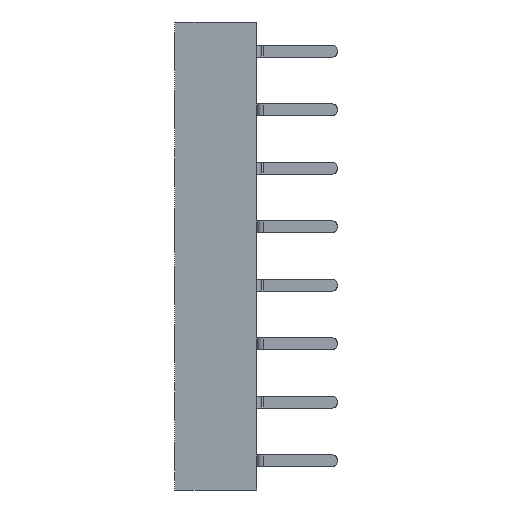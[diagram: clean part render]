
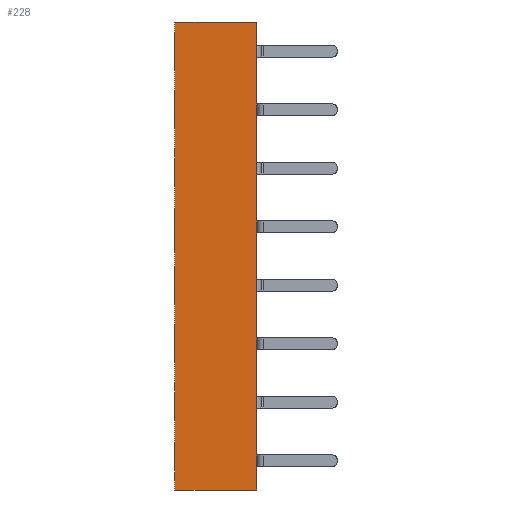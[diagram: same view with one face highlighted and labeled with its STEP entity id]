
A CAD part, left-side view. The second image highlights one B-rep face of the part: STEP entity #228.
In plain terms, the highlighted planar face has unit normal (-1, 0, 0).
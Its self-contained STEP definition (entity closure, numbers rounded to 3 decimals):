
#45=CARTESIAN_POINT('',(-0.779,0.,-17.981));
#46=VERTEX_POINT('',#45);
#56=CARTESIAN_POINT('',(-0.779,3.55,-17.981));
#57=VERTEX_POINT('',#56);
#58=CARTESIAN_POINT('',(-0.779,3.55,-17.981));
#59=CARTESIAN_POINT('',(-0.779,2.84,-17.981));
#60=CARTESIAN_POINT('',(-0.779,2.13,-17.981));
#61=CARTESIAN_POINT('',(-0.779,1.42,-17.981));
#62=CARTESIAN_POINT('',(-0.779,0.71,-17.981));
#63=CARTESIAN_POINT('',(-0.779,0.,-17.981));
#64=B_SPLINE_CURVE_WITH_KNOTS('',5,(#58,#59,#60,#61,#62,#63),.UNSPECIFIED.,.F.,.U.,(6,6),(0.,3.55),.UNSPECIFIED.);
#65=EDGE_CURVE('',#57,#46,#64,.T.);
#101=CARTESIAN_POINT('',(-0.779,1.775,-7.821));
#102=DIRECTION('',(0.,0.,1.));
#103=DIRECTION('',(-1.,0.,0.));
#104=AXIS2_PLACEMENT_3D('',#101,#103,#102);
#105=PLANE('',#104);
#106=CARTESIAN_POINT('',(-0.779,0.,-16.961));
#107=VERTEX_POINT('',#106);
#108=CARTESIAN_POINT('',(-0.779,0.,-17.981));
#109=CARTESIAN_POINT('',(-0.779,0.,-17.777));
#110=CARTESIAN_POINT('',(-0.779,0.,-17.573));
#111=CARTESIAN_POINT('',(-0.779,0.,-17.369));
#112=CARTESIAN_POINT('',(-0.779,0.,-17.165));
#113=CARTESIAN_POINT('',(-0.779,0.,-16.961));
#114=B_SPLINE_CURVE_WITH_KNOTS('',5,(#108,#109,#110,#111,#112,#113),.UNSPECIFIED.,.F.,.U.,(6,6),(0.,1.02),.UNSPECIFIED.);
#115=EDGE_CURVE('',#46,#107,#114,.T.);
#116=ORIENTED_EDGE('',*,*,#115,.T.);
#117=CARTESIAN_POINT('',(-0.779,0.,-16.461));
#118=VERTEX_POINT('',#117);
#119=CARTESIAN_POINT('',(-0.779,0.,-16.961));
#120=CARTESIAN_POINT('',(-0.779,0.,-16.861));
#121=CARTESIAN_POINT('',(-0.779,0.,-16.761));
#122=CARTESIAN_POINT('',(-0.779,0.,-16.661));
#123=CARTESIAN_POINT('',(-0.779,0.,-16.561));
#124=CARTESIAN_POINT('',(-0.779,0.,-16.461));
#125=B_SPLINE_CURVE_WITH_KNOTS('',5,(#119,#120,#121,#122,#123,#124),.UNSPECIFIED.,.F.,.U.,(6,6),(1.02,1.52),.UNSPECIFIED.);
#126=EDGE_CURVE('',#107,#118,#125,.T.);
#127=ORIENTED_EDGE('',*,*,#126,.T.);
#128=CARTESIAN_POINT('',(-0.779,0.,-11.881));
#129=VERTEX_POINT('',#128);
#130=CARTESIAN_POINT('',(-0.779,0.,-16.461));
#131=CARTESIAN_POINT('',(-0.779,0.,-15.545));
#132=CARTESIAN_POINT('',(-0.779,0.,-14.629));
#133=CARTESIAN_POINT('',(-0.779,0.,-13.713));
#134=CARTESIAN_POINT('',(-0.779,0.,-12.797));
#135=CARTESIAN_POINT('',(-0.779,0.,-11.881));
#136=B_SPLINE_CURVE_WITH_KNOTS('',5,(#130,#131,#132,#133,#134,#135),.UNSPECIFIED.,.F.,.U.,(6,6),(1.52,6.1),.UNSPECIFIED.);
#137=EDGE_CURVE('',#118,#129,#136,.T.);
#138=ORIENTED_EDGE('',*,*,#137,.T.);
#139=CARTESIAN_POINT('',(-0.779,0.,-11.381));
#140=VERTEX_POINT('',#139);
#141=CARTESIAN_POINT('',(-0.779,0.,-11.881));
#142=CARTESIAN_POINT('',(-0.779,0.,-11.781));
#143=CARTESIAN_POINT('',(-0.779,0.,-11.681));
#144=CARTESIAN_POINT('',(-0.779,0.,-11.581));
#145=CARTESIAN_POINT('',(-0.779,0.,-11.481));
#146=CARTESIAN_POINT('',(-0.779,0.,-11.381));
#147=B_SPLINE_CURVE_WITH_KNOTS('',5,(#141,#142,#143,#144,#145,#146),.UNSPECIFIED.,.F.,.U.,(6,6),(6.1,6.6),.UNSPECIFIED.);
#148=EDGE_CURVE('',#129,#140,#147,.T.);
#149=ORIENTED_EDGE('',*,*,#148,.T.);
#150=CARTESIAN_POINT('',(-0.779,0.,-6.801));
#151=VERTEX_POINT('',#150);
#152=CARTESIAN_POINT('',(-0.779,0.,-11.381));
#153=CARTESIAN_POINT('',(-0.779,0.,-10.465));
#154=CARTESIAN_POINT('',(-0.779,0.,-9.549));
#155=CARTESIAN_POINT('',(-0.779,0.,-8.633));
#156=CARTESIAN_POINT('',(-0.779,0.,-7.717));
#157=CARTESIAN_POINT('',(-0.779,0.,-6.801));
#158=B_SPLINE_CURVE_WITH_KNOTS('',5,(#152,#153,#154,#155,#156,#157),.UNSPECIFIED.,.F.,.U.,(6,6),(6.6,11.18),.UNSPECIFIED.);
#159=EDGE_CURVE('',#140,#151,#158,.T.);
#160=ORIENTED_EDGE('',*,*,#159,.T.);
#161=CARTESIAN_POINT('',(-0.779,0.,-6.301));
#162=VERTEX_POINT('',#161);
#163=CARTESIAN_POINT('',(-0.779,0.,-6.801));
#164=CARTESIAN_POINT('',(-0.779,0.,-6.701));
#165=CARTESIAN_POINT('',(-0.779,0.,-6.601));
#166=CARTESIAN_POINT('',(-0.779,0.,-6.501));
#167=CARTESIAN_POINT('',(-0.779,0.,-6.401));
#168=CARTESIAN_POINT('',(-0.779,0.,-6.301));
#169=B_SPLINE_CURVE_WITH_KNOTS('',5,(#163,#164,#165,#166,#167,#168),.UNSPECIFIED.,.F.,.U.,(6,6),(11.18,11.68),.UNSPECIFIED.);
#170=EDGE_CURVE('',#151,#162,#169,.T.);
#171=ORIENTED_EDGE('',*,*,#170,.T.);
#172=CARTESIAN_POINT('',(-0.779,0.,-1.721));
#173=VERTEX_POINT('',#172);
#174=CARTESIAN_POINT('',(-0.779,0.,-6.301));
#175=CARTESIAN_POINT('',(-0.779,0.,-5.385));
#176=CARTESIAN_POINT('',(-0.779,0.,-4.469));
#177=CARTESIAN_POINT('',(-0.779,0.,-3.553));
#178=CARTESIAN_POINT('',(-0.779,0.,-2.637));
#179=CARTESIAN_POINT('',(-0.779,0.,-1.721));
#180=B_SPLINE_CURVE_WITH_KNOTS('',5,(#174,#175,#176,#177,#178,#179),.UNSPECIFIED.,.F.,.U.,(6,6),(11.68,16.26),.UNSPECIFIED.);
#181=EDGE_CURVE('',#162,#173,#180,.T.);
#182=ORIENTED_EDGE('',*,*,#181,.T.);
#183=CARTESIAN_POINT('',(-0.779,0.,-1.221));
#184=VERTEX_POINT('',#183);
#185=CARTESIAN_POINT('',(-0.779,0.,-1.721));
#186=CARTESIAN_POINT('',(-0.779,0.,-1.621));
#187=CARTESIAN_POINT('',(-0.779,0.,-1.521));
#188=CARTESIAN_POINT('',(-0.779,0.,-1.421));
#189=CARTESIAN_POINT('',(-0.779,0.,-1.321));
#190=CARTESIAN_POINT('',(-0.779,0.,-1.221));
#191=B_SPLINE_CURVE_WITH_KNOTS('',5,(#185,#186,#187,#188,#189,#190),.UNSPECIFIED.,.F.,.U.,(6,6),(16.26,16.76),.UNSPECIFIED.);
#192=EDGE_CURVE('',#173,#184,#191,.T.);
#193=ORIENTED_EDGE('',*,*,#192,.T.);
#194=CARTESIAN_POINT('',(-0.779,0.,2.339));
#195=VERTEX_POINT('',#194);
#196=CARTESIAN_POINT('',(-0.779,0.,-1.221));
#197=CARTESIAN_POINT('',(-0.779,0.,-0.509));
#198=CARTESIAN_POINT('',(-0.779,0.,0.203));
#199=CARTESIAN_POINT('',(-0.779,0.,0.915));
#200=CARTESIAN_POINT('',(-0.779,0.,1.627));
#201=CARTESIAN_POINT('',(-0.779,0.,2.339));
#202=B_SPLINE_CURVE_WITH_KNOTS('',5,(#196,#197,#198,#199,#200,#201),.UNSPECIFIED.,.F.,.U.,(6,6),(16.76,20.32),.UNSPECIFIED.);
#203=EDGE_CURVE('',#184,#195,#202,.T.);
#204=ORIENTED_EDGE('',*,*,#203,.T.);
#205=CARTESIAN_POINT('',(-0.779,3.55,2.339));
#206=VERTEX_POINT('',#205);
#207=CARTESIAN_POINT('',(-0.779,3.55,2.339));
#208=CARTESIAN_POINT('',(-0.779,2.84,2.339));
#209=CARTESIAN_POINT('',(-0.779,2.13,2.339));
#210=CARTESIAN_POINT('',(-0.779,1.42,2.339));
#211=CARTESIAN_POINT('',(-0.779,0.71,2.339));
#212=CARTESIAN_POINT('',(-0.779,0.,2.339));
#213=B_SPLINE_CURVE_WITH_KNOTS('',5,(#207,#208,#209,#210,#211,#212),.UNSPECIFIED.,.F.,.U.,(6,6),(0.,3.55),.UNSPECIFIED.);
#214=EDGE_CURVE('',#206,#195,#213,.T.);
#215=ORIENTED_EDGE('',*,*,#214,.F.);
#216=CARTESIAN_POINT('',(-0.779,3.55,-17.981));
#217=CARTESIAN_POINT('',(-0.779,3.55,-13.917));
#218=CARTESIAN_POINT('',(-0.779,3.55,-9.853));
#219=CARTESIAN_POINT('',(-0.779,3.55,-5.789));
#220=CARTESIAN_POINT('',(-0.779,3.55,-1.725));
#221=CARTESIAN_POINT('',(-0.779,3.55,2.339));
#222=B_SPLINE_CURVE_WITH_KNOTS('',5,(#216,#217,#218,#219,#220,#221),.UNSPECIFIED.,.F.,.U.,(6,6),(0.,20.32),.UNSPECIFIED.);
#223=EDGE_CURVE('',#57,#206,#222,.T.);
#224=ORIENTED_EDGE('',*,*,#223,.F.);
#225=ORIENTED_EDGE('',*,*,#65,.T.);
#226=EDGE_LOOP('',(#116,#127,#138,#149,#160,#171,#182,#193,#204,#215,#224,#225));
#227=FACE_OUTER_BOUND('',#226,.T.);
#228=ADVANCED_FACE('',(#227),#105,.T.);
